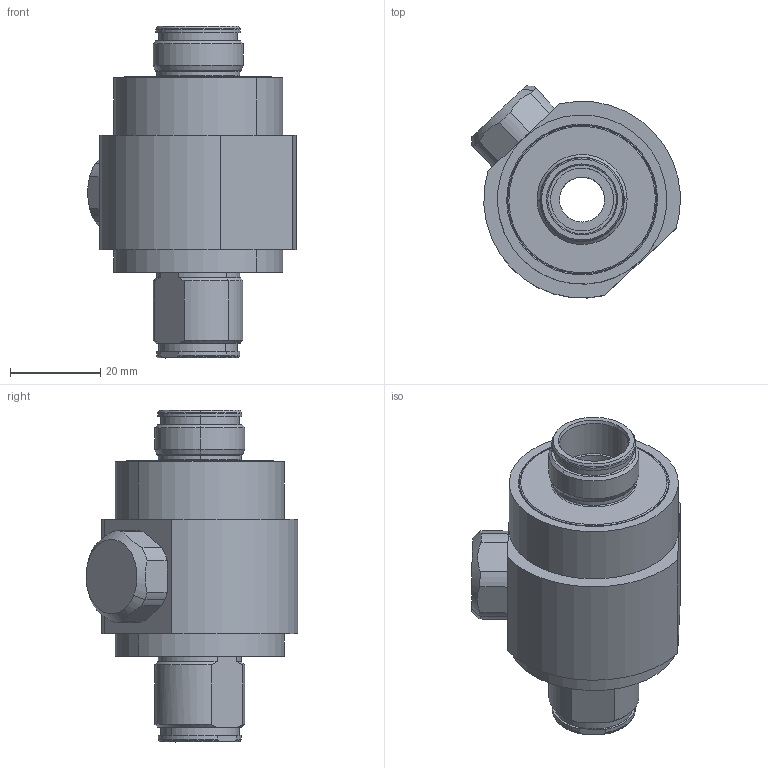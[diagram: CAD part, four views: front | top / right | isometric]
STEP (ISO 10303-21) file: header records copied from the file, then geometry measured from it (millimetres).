
FILE_DESCRIPTION (( 'STEP AP214' ), '1' );
FILE_NAME ('TSXDC-4310FF.STEP', '2019-07-30T19:04:49', ( '' ), ( '' ), 'SwSTEP 2.0', 'SolidWorks 2019', '' );
FILE_SCHEMA (( 'AUTOMOTIVE_DESIGN' ));
Length unit declared in the file: millimetre
Products named in the file (7): 4041-0009^TSXDC-4310FF; Copy of R02-2206^TSXDC-4310FF; Copy of R02-2207^TSXDC-4310FF; TSXDC-4310FF
Assembly tree (3 placements, depth 2):
  Copy of R02-2206^TSXDC-4310FF
  Copy of R02-2207^TSXDC-4310FF
  4041-0009^TSXDC-4310FF
  TSXDC-4310FF
    4041-0009^TSXDC-4310FF
    Copy of R02-2206^TSXDC-4310FF
    Copy of R02-2207^TSXDC-4310FF
Bounding box: 46.32 x 47.07 x 73.71 mm (x, y, z)
Volume: 34926.1 mm3; surface area: 21018.4 mm2
Topology: 3 solids, 3 shells, 190 faces, 416 edges, 261 vertices
Faces by surface type: cylinder 86, plane 50, cone 41, bspline 13
Entity records: 8406 total; most frequent: CARTESIAN_POINT 1851, DIRECTION 978, ORIENTED_EDGE 832, EDGE_CURVE 416, AXIS2_PLACEMENT_3D 410, VERTEX_POINT 261, CIRCLE 226, EDGE_LOOP 225
